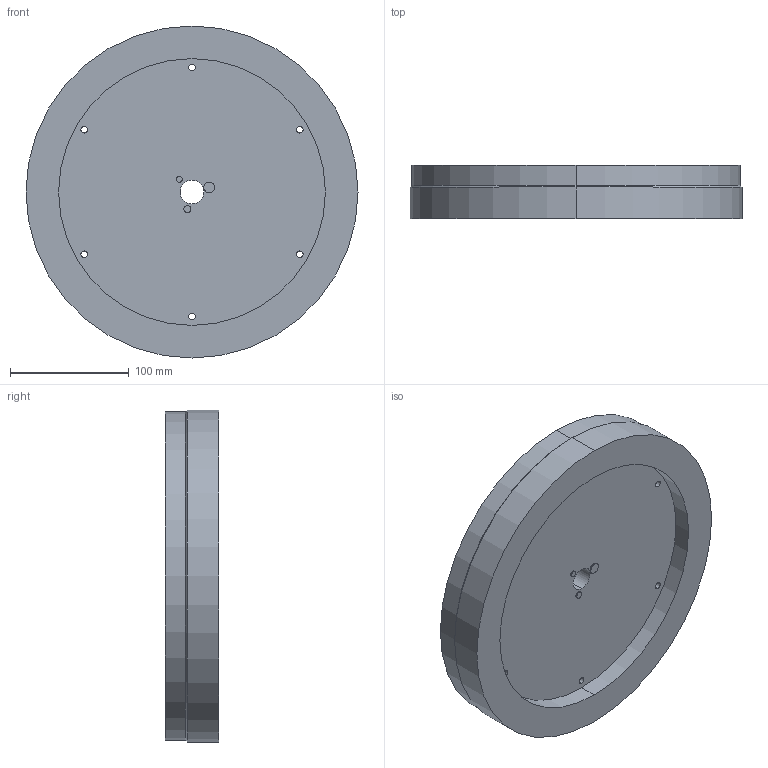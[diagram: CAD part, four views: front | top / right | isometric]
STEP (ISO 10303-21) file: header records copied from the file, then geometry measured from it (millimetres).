
FILE_DESCRIPTION (( 'STEP AP203' ), '1' );
FILE_NAME ('208004_INDUKTIVKOPPLER_BASE_F280.STEP', '2020-10-14T13:04:57', ( '' ), ( '' ), 'SwSTEP 2.0', 'SolidWorks 2019', '' );
FILE_SCHEMA (( 'CONFIG_CONTROL_DESIGN' ));
Length unit declared in the file: millimetre
Products named in the file (1): 208004_INDUKTIVKOPPLER_BASE_F280
Bounding box: 280 x 45 x 280 mm (x, y, z)
Surface area: 234565.1 mm2 (no closed solid volume)
Topology: 0 solids, 2 shells, 53 faces, 132 edges, 92 vertices
Faces by surface type: cylinder 38, plane 13, cone 2
Entity records: 1756 total; most frequent: DIRECTION 332, CARTESIAN_POINT 278, ORIENTED_EDGE 248, AXIS2_PLACEMENT_3D 146, EDGE_CURVE 132, VERTEX_POINT 92, CIRCLE 92, EDGE_LOOP 84
